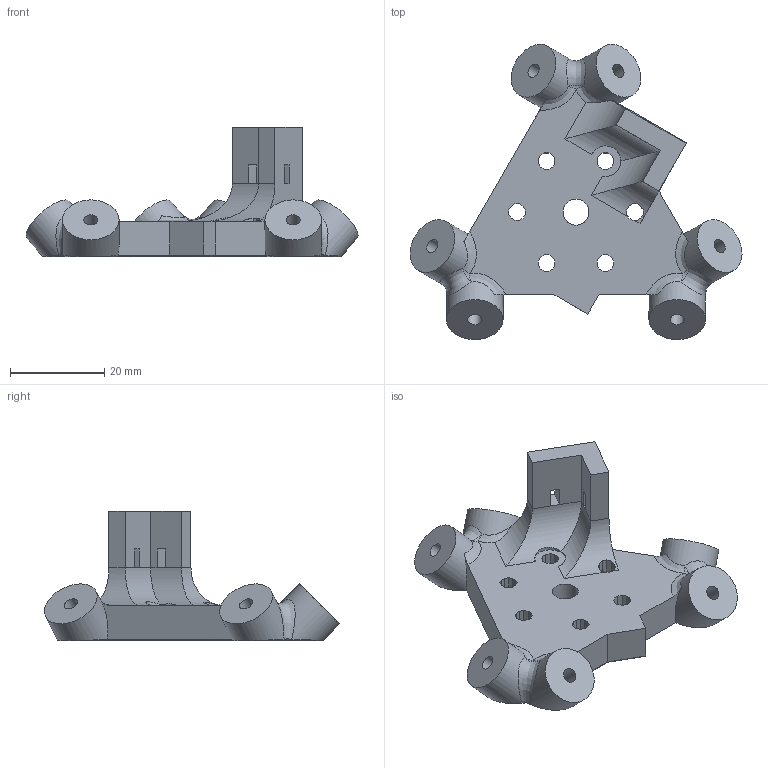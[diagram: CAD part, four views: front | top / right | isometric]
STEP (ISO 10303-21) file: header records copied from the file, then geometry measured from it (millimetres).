
FILE_DESCRIPTION(/* description */ ('Alibre Inc.'),/* implementation_level */ '2;1');
FILE_NAME(/* name */ 'export0',/* time_stamp */ '2016-08-12T10:23:41-04:00',/* author */ (''),/* organization */ (''),/* preprocessor_version */ 'ST-DEVELOPER v14',/* originating_system */ 'Alibre',/* authorisation */ '');
FILE_SCHEMA (('AUTOMOTIVE_DESIGN'));
Length unit declared in the file: centimetre
Bounding box: 70.53 x 62.71 x 27.5 mm (x, y, z)
Volume: 17821.6 mm3; surface area: 8771.7 mm2
Topology: 1 solids, 1 shells, 339 faces, 887 edges, 548 vertices
Faces by surface type: plane 303, cylinder 18, bspline 15, sphere 3
Full cylindrical faces by diameter (mm): 3 x6, 5.5 x1, 12 x6
Entity records: 12731 total; most frequent: CARTESIAN_POINT 4946, ORIENTED_EDGE 1730, DIRECTION 1246, EDGE_CURVE 865, VECTOR 701, LINE 701, VERTEX_POINT 541, AXIS2_PLACEMENT_3D 413
